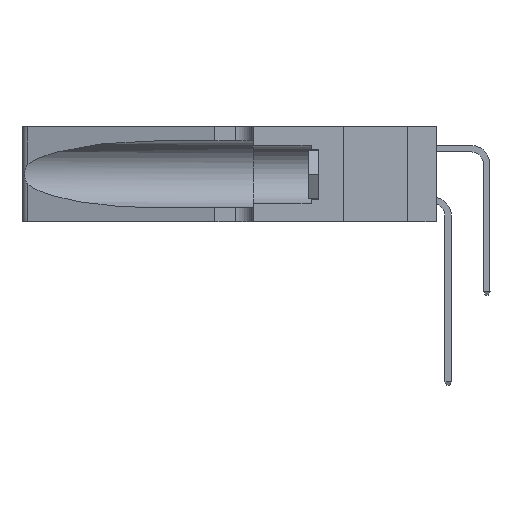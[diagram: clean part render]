
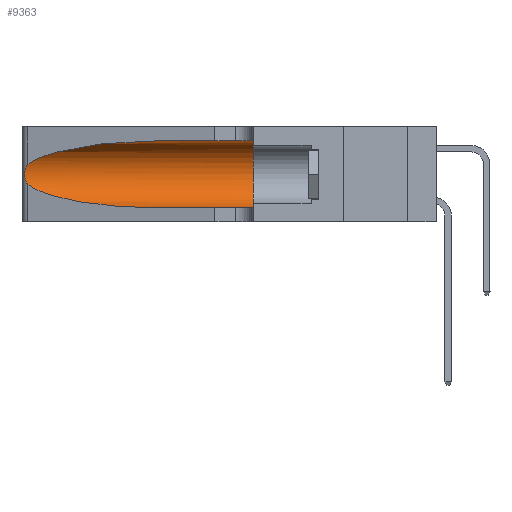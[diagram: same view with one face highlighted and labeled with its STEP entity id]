
A CAD part, left-side view. The second image highlights one B-rep face of the part: STEP entity #9363.
In plain terms, the highlighted cylindrical face has radius 3.308 mm (diameter 6.617 mm), a partial arc.
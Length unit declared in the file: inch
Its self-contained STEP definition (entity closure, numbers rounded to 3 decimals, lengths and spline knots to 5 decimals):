
#72 =( BOUNDED_CURVE ( )  B_SPLINE_CURVE ( 3, ( #16489, #23356, #25658, #12124 ),
 .UNSPECIFIED., .F., .F. ) 
 B_SPLINE_CURVE_WITH_KNOTS ( ( 4, 4 ),
 ( 3.44316, 4.71239 ),
 .UNSPECIFIED. ) 
 CURVE ( )  GEOMETRIC_REPRESENTATION_ITEM ( )  RATIONAL_B_SPLINE_CURVE ( ( 1., 0.87, 0.87, 1. ) ) 
 REPRESENTATION_ITEM ( '' )  );
#924 = EDGE_LOOP ( 'NONE', ( #17904, #19325, #28152, #5377, #18277, #15117 ) ) ;
#1429 = CARTESIAN_POINT ( 'NONE',  ( 0.1305, 0.35, 0.05475 ) ) ;
#1642 = CARTESIAN_POINT ( 'NONE',  ( 0.26075, 1.23896, 0.19203 ) ) ;
#1819 = CARTESIAN_POINT ( 'NONE',  ( 0.1305, 0.72297, 0.05475 ) ) ;
#2212 = AXIS2_PLACEMENT_3D ( 'NONE', #11335, #27158, #22581 ) ;
#2583 = B_SPLINE_CURVE_WITH_KNOTS ( 'NONE', 3,
 ( #11035, #24599, #8727, #13360, #29111, #15632, #1642, #17899, #4108, #20166, #6499, #22395, #8823, #24698 ),
 .UNSPECIFIED., .F., .F.,
 ( 4, 2, 2, 2, 2, 2, 4 ),
 ( 0., 0.00027, 0.00053, 0.00107, 0.0016, 0.00187, 0.00214 ),
 .UNSPECIFIED. ) ;
#2750 = LINE ( 'NONE', #29600, #9770 ) ;
#3350 = CIRCLE ( 'NONE', #10711, 0.13025 ) ;
#4108 = CARTESIAN_POINT ( 'NONE',  ( 0.26017, 1.23833, 0.17102 ) ) ;
#5377 = ORIENTED_EDGE ( 'NONE', *, *, #17571, .T. ) ;
#6499 = CARTESIAN_POINT ( 'NONE',  ( 0.25789, 1.23486, 0.15765 ) ) ;
#6914 = CARTESIAN_POINT ( 'NONE',  ( 0.1305, 0.72297, 0.31525 ) ) ;
#7634 = EDGE_CURVE ( 'NONE', #12324, #8204, #2583, .T. ) ;
#8204 = VERTEX_POINT ( 'NONE', #28890 ) ;
#8727 = CARTESIAN_POINT ( 'NONE',  ( 0.25639, 1.23184, 0.21858 ) ) ;
#8823 = CARTESIAN_POINT ( 'NONE',  ( 0.25555, 1.22993, 0.14849 ) ) ;
#9182 = EDGE_CURVE ( 'NONE', #25109, #20003, #3350, .T. ) ;
#9336 = DIRECTION ( 'NONE',  ( 0., -1., 0. ) ) ;
#9344 = CARTESIAN_POINT ( 'NONE',  ( 0.25487, 1.22718, 0.22369 ) ) ;
#9363 = ADVANCED_FACE ( 'NONE', ( #9961 ), #21334, .F. ) ;
#9770 = VECTOR ( 'NONE', #9336, 39.37008 ) ;
#9961 = FACE_OUTER_BOUND ( 'NONE', #924, .T. ) ;
#10487 = CARTESIAN_POINT ( 'NONE',  ( 0.1305, 1.61858, 0.31525 ) ) ;
#10711 = AXIS2_PLACEMENT_3D ( 'NONE', #25219, #11668, #27474 ) ;
#11035 = CARTESIAN_POINT ( 'NONE',  ( 0.25487, 1.22718, 0.22369 ) ) ;
#11335 = CARTESIAN_POINT ( 'NONE',  ( 0.1305, 1.61858, 0.185 ) ) ;
#11668 = DIRECTION ( 'NONE',  ( 0., 1., 0. ) ) ;
#11934 = LINE ( 'NONE', #10487, #23206 ) ;
#11936 = VERTEX_POINT ( 'NONE', #1819 ) ;
#12124 = CARTESIAN_POINT ( 'NONE',  ( 0.1305, 0.72297, 0.05475 ) ) ;
#12324 = VERTEX_POINT ( 'NONE', #28477 ) ;
#12809 = DIRECTION ( 'NONE',  ( 0., -1., 0. ) ) ;
#13360 = CARTESIAN_POINT ( 'NONE',  ( 0.25787, 1.23484, 0.2124 ) ) ;
#15117 = ORIENTED_EDGE ( 'NONE', *, *, #25709, .F. ) ;
#15632 = CARTESIAN_POINT ( 'NONE',  ( 0.26018, 1.23835, 0.19895 ) ) ;
#16489 = CARTESIAN_POINT ( 'NONE',  ( 0.25487, 1.22718, 0.14631 ) ) ;
#16776 = CARTESIAN_POINT ( 'NONE',  ( 0.1305, 0.72297, 0.31525 ) ) ;
#17571 = EDGE_CURVE ( 'NONE', #11936, #20003, #2750, .T. ) ;
#17899 = CARTESIAN_POINT ( 'NONE',  ( 0.26075, 1.23896, 0.178 ) ) ;
#17904 = ORIENTED_EDGE ( 'NONE', *, *, #26579, .T. ) ;
#18277 = ORIENTED_EDGE ( 'NONE', *, *, #9182, .F. ) ;
#18380 = EDGE_CURVE ( 'NONE', #8204, #11936, #72, .T. ) ;
#19325 = ORIENTED_EDGE ( 'NONE', *, *, #7634, .T. ) ;
#20003 = VERTEX_POINT ( 'NONE', #1429 ) ;
#20166 = CARTESIAN_POINT ( 'NONE',  ( 0.25856, 1.23593, 0.16098 ) ) ;
#21334 = CYLINDRICAL_SURFACE ( 'NONE', #2212, 0.13025 ) ;
#22395 = CARTESIAN_POINT ( 'NONE',  ( 0.25639, 1.23186, 0.15144 ) ) ;
#22581 = DIRECTION ( 'NONE',  ( 0., 0., -1. ) ) ;
#22881 = CARTESIAN_POINT ( 'NONE',  ( 0.2373, 1.15595, 0.28018 ) ) ;
#23206 = VECTOR ( 'NONE', #12809, 39.37008 ) ;
#23356 = CARTESIAN_POINT ( 'NONE',  ( 0.2373, 1.15595, 0.08982 ) ) ;
#24599 = CARTESIAN_POINT ( 'NONE',  ( 0.25555, 1.22994, 0.2215 ) ) ;
#24698 = CARTESIAN_POINT ( 'NONE',  ( 0.25487, 1.22718, 0.14631 ) ) ;
#25000 = CARTESIAN_POINT ( 'NONE',  ( 0.18966, 0.96281, 0.31525 ) ) ;
#25109 = VERTEX_POINT ( 'NONE', #26452 ) ;
#25219 = CARTESIAN_POINT ( 'NONE',  ( 0.1305, 0.35, 0.185 ) ) ;
#25578 = VERTEX_POINT ( 'NONE', #16776 ) ;
#25658 = CARTESIAN_POINT ( 'NONE',  ( 0.18966, 0.96281, 0.05475 ) ) ;
#25709 = EDGE_CURVE ( 'NONE', #25578, #25109, #11934, .T. ) ;
#26452 = CARTESIAN_POINT ( 'NONE',  ( 0.1305, 0.35, 0.31525 ) ) ;
#26579 = EDGE_CURVE ( 'NONE', #25578, #12324, #27966, .T. ) ;
#27158 = DIRECTION ( 'NONE',  ( 0., -1., 0. ) ) ;
#27474 = DIRECTION ( 'NONE',  ( 0., 0., 1. ) ) ;
#27966 =( BOUNDED_CURVE ( )  B_SPLINE_CURVE ( 3, ( #6914, #25000, #22881, #9344 ),
 .UNSPECIFIED., .F., .T. ) 
 B_SPLINE_CURVE_WITH_KNOTS ( ( 4, 4 ),
 ( 1.5708, 2.84003 ),
 .UNSPECIFIED. ) 
 CURVE ( )  GEOMETRIC_REPRESENTATION_ITEM ( )  RATIONAL_B_SPLINE_CURVE ( ( 1., 0.87, 0.87, 1. ) ) 
 REPRESENTATION_ITEM ( '' )  );
#28152 = ORIENTED_EDGE ( 'NONE', *, *, #18380, .T. ) ;
#28477 = CARTESIAN_POINT ( 'NONE',  ( 0.25487, 1.22718, 0.22369 ) ) ;
#28890 = CARTESIAN_POINT ( 'NONE',  ( 0.25487, 1.22718, 0.14631 ) ) ;
#29111 = CARTESIAN_POINT ( 'NONE',  ( 0.25854, 1.2359, 0.20912 ) ) ;
#29600 = CARTESIAN_POINT ( 'NONE',  ( 0.1305, 1.61858, 0.05475 ) ) ;
